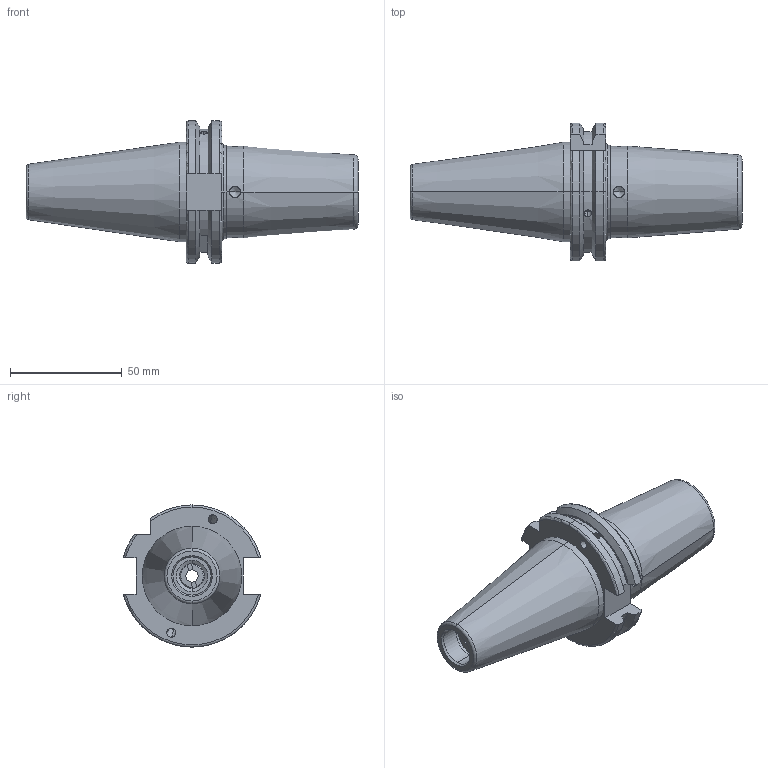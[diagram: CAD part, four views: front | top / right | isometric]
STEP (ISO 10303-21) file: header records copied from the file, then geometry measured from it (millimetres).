
FILE_DESCRIPTION (( 'STEP AP203' ), '1' );
FILE_NAME ('91406-SR21808.STEP', '2023-06-03T12:46:12', ( '' ), ( '' ), 'SwSTEP 2.0', 'SolidWorks 2018', '' );
FILE_SCHEMA (( 'CONFIG_CONTROL_DESIGN' ));
Length unit declared in the file: millimetre
Products named in the file (5): SK40SFC18080FWW; SCWM12; GS-M4X4_DIN 913 - M4 x 4-N; 91406-SR21808
Assembly tree (5 placements, depth 3):
  91406-SR21808
    SK40SFC18080FWW
      SK40SFC18080FWW
      SCWM12
      GS-M4X4_DIN 913 - M4 x 4-N  x2
Bounding box: 148.4 x 61.48 x 63.55 mm (x, y, z)
Volume: 156176.4 mm3; surface area: 32814.5 mm2
Topology: 4 solids, 4 shells, 240 faces, 617 edges, 389 vertices
Faces by surface type: cone 86, cylinder 68, plane 66, torus 16, bspline 4
Entity records: 7025 total; most frequent: CARTESIAN_POINT 1722, DIRECTION 1050, ORIENTED_EDGE 978, EDGE_CURVE 489, AXIS2_PLACEMENT_3D 419, VERTEX_POINT 313, CIRCLE 221, EDGE_LOOP 216
